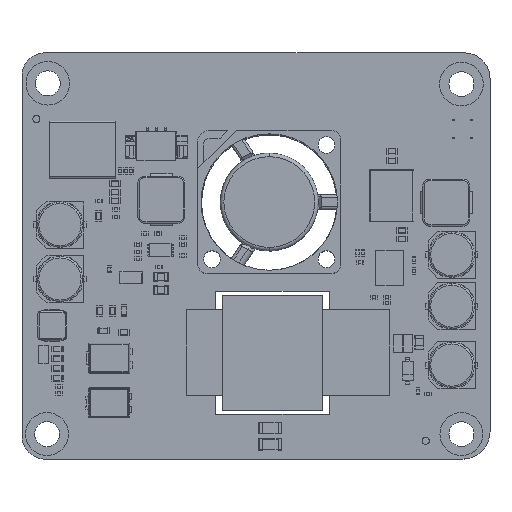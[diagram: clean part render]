
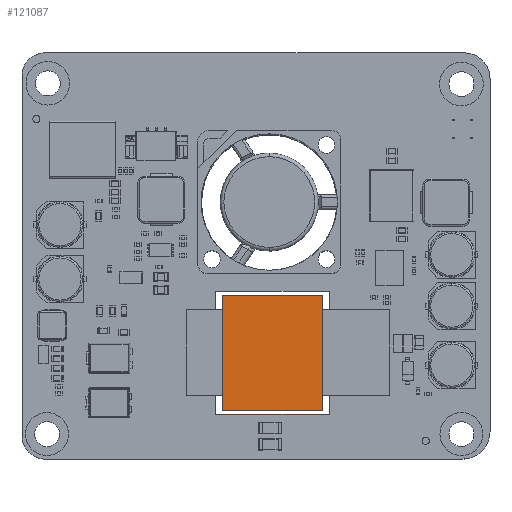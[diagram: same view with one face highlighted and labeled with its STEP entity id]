
A CAD part, top view. The second image highlights one B-rep face of the part: STEP entity #121087.
In plain terms, the highlighted planar face has unit normal (0, 0, 1).
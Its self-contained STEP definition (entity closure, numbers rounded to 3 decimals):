
#120830=DIRECTION('',(0.,1.,0.));
#120831=VECTOR('',#120830,16.15);
#120832=CARTESIAN_POINT('',(-33.457,-45.7,7.1));
#120833=LINE('',#120832,#120831);
#120834=DIRECTION('',(1.,0.,0.));
#120835=VECTOR('',#120834,14.);
#120836=CARTESIAN_POINT('',(-33.457,-29.55,7.1));
#120837=LINE('',#120836,#120835);
#120838=DIRECTION('',(0.,-1.,0.));
#120839=VECTOR('',#120838,16.15);
#120840=CARTESIAN_POINT('',(-19.457,-29.55,7.1));
#120841=LINE('',#120840,#120839);
#120842=DIRECTION('',(-1.,0.,0.));
#120843=VECTOR('',#120842,14.);
#120844=CARTESIAN_POINT('',(-19.457,-45.7,7.1));
#120845=LINE('',#120844,#120843);
#120914=CARTESIAN_POINT('',(-33.457,-45.7,7.1));
#120915=CARTESIAN_POINT('',(-33.457,-29.55,7.1));
#120916=VERTEX_POINT('',#120914);
#120917=VERTEX_POINT('',#120915);
#120918=CARTESIAN_POINT('',(-19.457,-29.55,7.1));
#120919=VERTEX_POINT('',#120918);
#120920=CARTESIAN_POINT('',(-19.457,-45.7,7.1));
#120921=VERTEX_POINT('',#120920);
#121076=CARTESIAN_POINT('',(-26.5,-37.6,7.1));
#121077=DIRECTION('',(0.,0.,1.));
#121078=DIRECTION('',(0.,1.,0.));
#121079=AXIS2_PLACEMENT_3D('',#121076,#121077,#121078);
#121080=PLANE('',#121079);
#121081=ORIENTED_EDGE('',*,*,#120997,.T.);
#121082=ORIENTED_EDGE('',*,*,#121059,.T.);
#121083=ORIENTED_EDGE('',*,*,#121036,.T.);
#121084=ORIENTED_EDGE('',*,*,#121021,.T.);
#121085=EDGE_LOOP('',(#121081,#121082,#121083,#121084));
#121086=FACE_OUTER_BOUND('',#121085,.F.);
#121087=ADVANCED_FACE('',(#121086),#121080,.T.);
#120997=EDGE_CURVE('',#120916,#120917,#120833,.T.);
#121021=EDGE_CURVE('',#120921,#120916,#120845,.T.);
#121036=EDGE_CURVE('',#120919,#120921,#120841,.T.);
#121059=EDGE_CURVE('',#120917,#120919,#120837,.T.);
